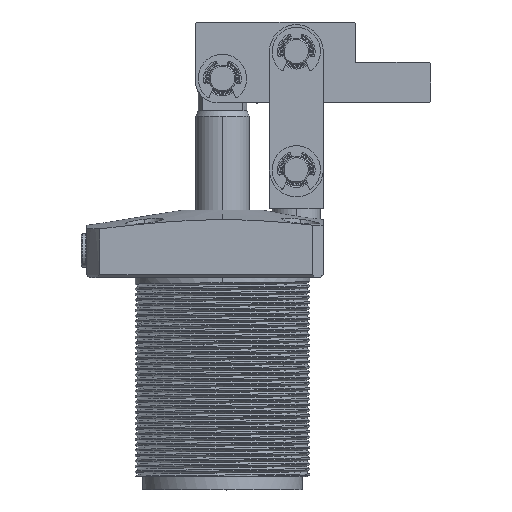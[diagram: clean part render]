
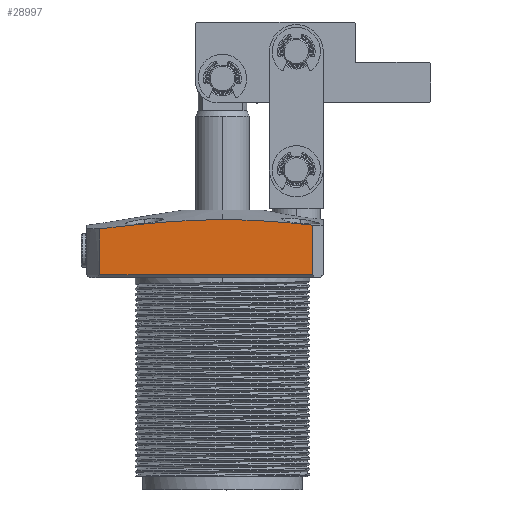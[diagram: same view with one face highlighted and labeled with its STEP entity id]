
A CAD part, top view. The second image highlights one B-rep face of the part: STEP entity #28997.
In plain terms, the highlighted planar face has unit normal (0, 0, 1).
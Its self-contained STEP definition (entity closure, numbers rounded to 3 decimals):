
#649 = CARTESIAN_POINT ( 'NONE',  ( 28.859, 20.508, 37.5 ) ) ;
#1046 = CARTESIAN_POINT ( 'NONE',  ( -20.12, 20.11, 37.5 ) ) ;
#1154 = CARTESIAN_POINT ( 'NONE',  ( 40., 19.412, 37.5 ) ) ;
#2215 = ORIENTED_EDGE ( 'NONE', *, *, #6727, .T. ) ;
#3056 = DIRECTION ( 'NONE',  ( 1., 0., 0. ) ) ;
#4501 = CARTESIAN_POINT ( 'NONE',  ( 40., 19.412, 37.5 ) ) ;
#4886 = CARTESIAN_POINT ( 'NONE',  ( -8.735, 20.991, 37.5 ) ) ;
#5429 = ORIENTED_EDGE ( 'NONE', *, *, #24228, .T. ) ;
#6271 = EDGE_CURVE ( 'NONE', #43132, #11102, #22779, .T. ) ;
#6727 = EDGE_CURVE ( 'NONE', #44192, #33941, #15933, .T. ) ;
#8768 = CARTESIAN_POINT ( 'NONE',  ( 2.683, 21.436, 37.5 ) ) ;
#8944 = CARTESIAN_POINT ( 'NONE',  ( -44., 0., 37.5 ) ) ;
#9316 = EDGE_CURVE ( 'NONE', #11102, #19388, #46561, .T. ) ;
#10412 = AXIS2_PLACEMENT_3D ( 'NONE', #8944, #48177, #25239 ) ;
#11102 = VERTEX_POINT ( 'NONE', #24996 ) ;
#12112 = CARTESIAN_POINT ( 'NONE',  ( 9.302, 21.436, 37.5 ) ) ;
#12305 = CARTESIAN_POINT ( 'NONE',  ( -39.049, 1., 37.5 ) ) ;
#12434 = VECTOR ( 'NONE', #24227, 1000. ) ;
#12811 = ORIENTED_EDGE ( 'NONE', *, *, #6271, .F. ) ;
#12996 = PLANE ( 'NONE',  #10412 ) ;
#13648 = LINE ( 'NONE', #43350, #12434 ) ;
#15933 = LINE ( 'NONE', #37614, #26107 ) ;
#18825 = LINE ( 'NONE', #49263, #40424 ) ;
#19388 = VERTEX_POINT ( 'NONE', #1154 ) ;
#19832 = CARTESIAN_POINT ( 'NONE',  ( 12.101, 21.386, 37.5 ) ) ;
#22779 = B_SPLINE_CURVE_WITH_KNOTS ( 'NONE', 3,
 ( #46990, #43161, #31576, #24042, #1046, #27889, #4886, #31740, #8768, #35618 ),
 .UNSPECIFIED., .F., .F.,
 ( 4, 2, 2, 2, 4 ),
 ( -0.046, -0.034, -0.023, -0.011, 0. ),
 .UNSPECIFIED. ) ;
#23658 = CARTESIAN_POINT ( 'NONE',  ( 20.486, 21.05, 37.5 ) ) ;
#24042 = CARTESIAN_POINT ( 'NONE',  ( -23.909, 19.742, 37.5 ) ) ;
#24227 = DIRECTION ( 'NONE',  ( 0., 1., 0. ) ) ;
#24228 = EDGE_CURVE ( 'NONE', #33941, #19388, #13648, .T. ) ;
#24996 = CARTESIAN_POINT ( 'NONE',  ( 6.5, 21.436, 37.5 ) ) ;
#25239 = DIRECTION ( 'NONE',  ( 1., 0., 0. ) ) ;
#26107 = VECTOR ( 'NONE', #3056, 1000. ) ;
#27503 = CARTESIAN_POINT ( 'NONE',  ( 34.432, 19.999, 37.5 ) ) ;
#27889 = CARTESIAN_POINT ( 'NONE',  ( -12.533, 20.735, 37.5 ) ) ;
#28997 = ADVANCED_FACE ( 'NONE', ( #32916 ), #12996, .T. ) ;
#30147 = DIRECTION ( 'NONE',  ( 0., -1., 0. ) ) ;
#31576 = CARTESIAN_POINT ( 'NONE',  ( -31.483, 18.934, 37.5 ) ) ;
#31740 = CARTESIAN_POINT ( 'NONE',  ( -1.127, 21.342, 37.5 ) ) ;
#32916 = FACE_OUTER_BOUND ( 'NONE', #43285, .T. ) ;
#33941 = VERTEX_POINT ( 'NONE', #40604 ) ;
#35618 = CARTESIAN_POINT ( 'NONE',  ( 6.5, 21.436, 37.5 ) ) ;
#37614 = CARTESIAN_POINT ( 'NONE',  ( -44., 1., 37.5 ) ) ;
#37717 = EDGE_CURVE ( 'NONE', #43132, #44192, #18825, .T. ) ;
#38917 = CARTESIAN_POINT ( 'NONE',  ( 6.5, 21.436, 37.5 ) ) ;
#40424 = VECTOR ( 'NONE', #30147, 1000. ) ;
#40604 = CARTESIAN_POINT ( 'NONE',  ( 40., 1., 37.5 ) ) ;
#43132 = VERTEX_POINT ( 'NONE', #45461 ) ;
#43161 = CARTESIAN_POINT ( 'NONE',  ( -35.267, 18.494, 37.5 ) ) ;
#43285 = EDGE_LOOP ( 'NONE', ( #12811, #47440, #2215, #5429, #48488 ) ) ;
#43350 = CARTESIAN_POINT ( 'NONE',  ( 40., -15., 37.5 ) ) ;
#44192 = VERTEX_POINT ( 'NONE', #12305 ) ;
#45461 = CARTESIAN_POINT ( 'NONE',  ( -39.049, 18.031, 37.5 ) ) ;
#46561 = B_SPLINE_CURVE_WITH_KNOTS ( 'NONE', 3,
 ( #38917, #12112, #19832, #46610, #23658, #649, #27503, #4501 ),
 .UNSPECIFIED., .F., .F.,
 ( 4, 2, 2, 4 ),
 ( 0., 0.008, 0.017, 0.034 ),
 .UNSPECIFIED. ) ;
#46610 = CARTESIAN_POINT ( 'NONE',  ( 17.693, 21.193, 37.5 ) ) ;
#46990 = CARTESIAN_POINT ( 'NONE',  ( -39.049, 18.031, 37.5 ) ) ;
#47440 = ORIENTED_EDGE ( 'NONE', *, *, #37717, .T. ) ;
#48177 = DIRECTION ( 'NONE',  ( 0., 0., 1. ) ) ;
#48488 = ORIENTED_EDGE ( 'NONE', *, *, #9316, .F. ) ;
#49263 = CARTESIAN_POINT ( 'NONE',  ( -39.049, 0., 37.5 ) ) ;
